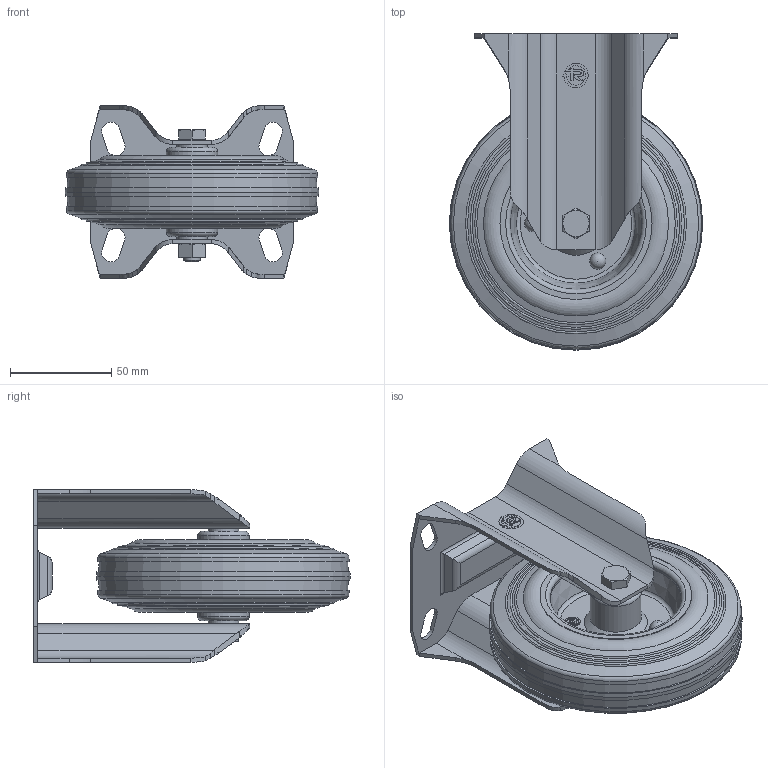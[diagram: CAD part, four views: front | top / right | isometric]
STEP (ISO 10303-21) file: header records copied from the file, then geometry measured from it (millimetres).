
FILE_DESCRIPTION( ( 'STEP AP214' ), ' ' );
FILE_NAME( '235903.stp', '2017-04-27T06:23:12', ( '' ), ( '' ), ' ', 'PARTsolutions', ' ' );
FILE_SCHEMA( ( 'AUTOMOTIVE_DESIGN { 1 0 10303 214 1 1 1 1 }' ) );
Length unit declared in the file: millimetre
Products named in the file (6): 235903; _233103; _Shaft 125-M8-40-15450; _SF/NL (125-100x85-37.5156)-b; _Nut M8(GREY); _Bolt M8-60(GREY)
Assembly tree (5 placements, depth 2):
  235903
    _233103
    _Shaft 125-M8-40-15450
    _SF/NL (125-100x85-37.5156)-b
    _Nut M8(GREY)
    _Bolt M8-60(GREY)
Bounding box: 125 x 156 x 85 mm (x, y, z)
Volume: 341431 mm3; surface area: 99164.3 mm2
Topology: 5 solids, 5 shells, 336 faces, 833 edges, 532 vertices
Faces by surface type: plane 175, cylinder 94, cone 43, torus 18, sphere 6
Full cylindrical faces by diameter (mm): 6.647 x1, 8 x4, 11.47 x1, 15 x1, 16 x1, 18 x2, 21.9 x2, 25.4 x2, 65 x2, 75 x2
Entity records: 12584 total; most frequent: CARTESIAN_POINT 2000, DIRECTION 1626, ORIENTED_EDGE 1508, EDGE_CURVE 754, AXIS2_PLACEMENT_3D 594, VERTEX_POINT 532, EDGE_LOOP 446, LINE 438
